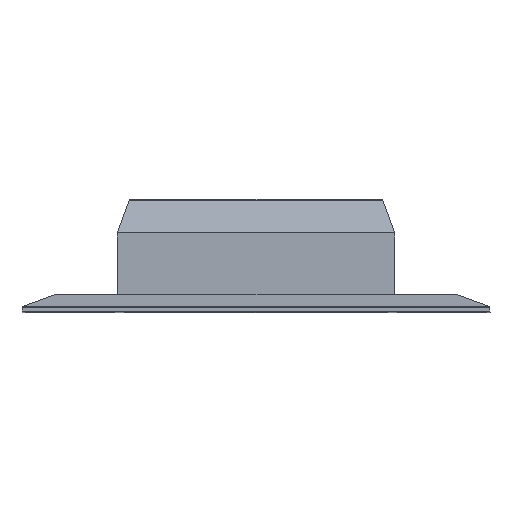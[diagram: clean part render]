
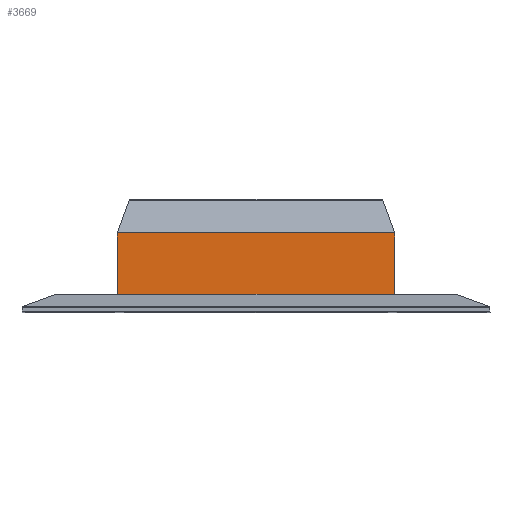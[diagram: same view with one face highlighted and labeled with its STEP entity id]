
A CAD part, top view. The second image highlights one B-rep face of the part: STEP entity #3669.
In plain terms, the highlighted face is planar.
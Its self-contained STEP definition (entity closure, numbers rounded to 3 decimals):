
#520 = FACE_OUTER_BOUND ( 'NONE', #2418, .T. ) ;
#788 = EDGE_CURVE ( 'NONE', #1113, #1089, #2215, .T. ) ;
#1089 = VERTEX_POINT ( 'NONE', #4024 ) ;
#1113 = VERTEX_POINT ( 'NONE', #2188 ) ;
#1176 = LINE ( 'NONE', #5992, #3105 ) ;
#1351 = CARTESIAN_POINT ( 'NONE',  ( 5.1, 23.109, 40.6 ) ) ;
#1612 = CARTESIAN_POINT ( 'NONE',  ( 5.1, 5.1, 40.6 ) ) ;
#1615 = EDGE_CURVE ( 'NONE', #1089, #5916, #4638, .T. ) ;
#2085 = CARTESIAN_POINT ( 'NONE',  ( 5.1, 23.109, -40.6 ) ) ;
#2188 = CARTESIAN_POINT ( 'NONE',  ( 5.1, 5.1, 40.6 ) ) ;
#2202 = CARTESIAN_POINT ( 'NONE',  ( 5.1, 5.1, 150. ) ) ;
#2215 = LINE ( 'NONE', #2639, #5926 ) ;
#2418 = EDGE_LOOP ( 'NONE', ( #2592, #6086, #2479, #2439 ) ) ;
#2439 = ORIENTED_EDGE ( 'NONE', *, *, #3865, .T. ) ;
#2479 = ORIENTED_EDGE ( 'NONE', *, *, #5813, .F. ) ;
#2592 = ORIENTED_EDGE ( 'NONE', *, *, #788, .T. ) ;
#2639 = CARTESIAN_POINT ( 'NONE',  ( 5.1, 5.1, 150. ) ) ;
#2889 = DIRECTION ( 'NONE',  ( 0., 1., 0. ) ) ;
#3028 = DIRECTION ( 'NONE',  ( -1., 0., 0. ) ) ;
#3105 = VECTOR ( 'NONE', #5510, 1000. ) ;
#3669 = ADVANCED_FACE ( 'NONE', ( #520 ), #5460, .F. ) ;
#3865 = EDGE_CURVE ( 'NONE', #5302, #1113, #4951, .T. ) ;
#4024 = CARTESIAN_POINT ( 'NONE',  ( 5.1, 5.1, -40.6 ) ) ;
#4431 = AXIS2_PLACEMENT_3D ( 'NONE', #2202, #3028, #4915 ) ;
#4499 = DIRECTION ( 'NONE',  ( 0., -1., 0. ) ) ;
#4552 = CARTESIAN_POINT ( 'NONE',  ( 5.1, 5.1, -40.6 ) ) ;
#4566 = VECTOR ( 'NONE', #2889, 1000. ) ;
#4638 = LINE ( 'NONE', #4552, #4566 ) ;
#4900 = DIRECTION ( 'NONE',  ( 0., 0., -1. ) ) ;
#4915 = DIRECTION ( 'NONE',  ( 0., -1., 0. ) ) ;
#4951 = LINE ( 'NONE', #1612, #6109 ) ;
#5302 = VERTEX_POINT ( 'NONE', #1351 ) ;
#5460 = PLANE ( 'NONE',  #4431 ) ;
#5510 = DIRECTION ( 'NONE',  ( 0., 0., -1. ) ) ;
#5813 = EDGE_CURVE ( 'NONE', #5302, #5916, #1176, .T. ) ;
#5916 = VERTEX_POINT ( 'NONE', #2085 ) ;
#5926 = VECTOR ( 'NONE', #4900, 1000. ) ;
#5992 = CARTESIAN_POINT ( 'NONE',  ( 5.1, 23.109, 150. ) ) ;
#6086 = ORIENTED_EDGE ( 'NONE', *, *, #1615, .T. ) ;
#6109 = VECTOR ( 'NONE', #4499, 1000. ) ;
